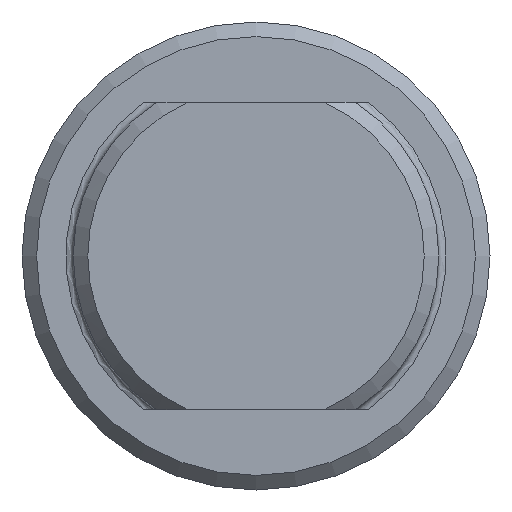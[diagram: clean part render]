
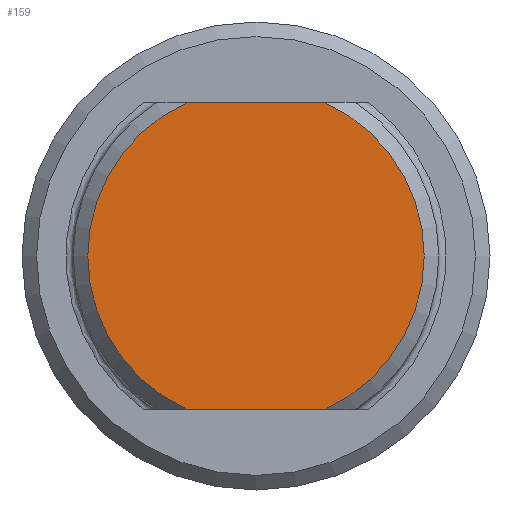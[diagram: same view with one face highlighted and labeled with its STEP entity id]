
A CAD part, front view. The second image highlights one B-rep face of the part: STEP entity #159.
In plain terms, the highlighted planar face has unit normal (0, -1, 0).
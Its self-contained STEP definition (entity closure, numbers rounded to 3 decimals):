
#159 = ADVANCED_FACE( '', ( #349 ), #350, .F. );
#349 = FACE_OUTER_BOUND( '', #541, .T. );
#350 = PLANE( '', #542 );
#541 = EDGE_LOOP( '', ( #836, #837, #838, #839 ) );
#542 = AXIS2_PLACEMENT_3D( '', #840, #841, #842 );
#836 = ORIENTED_EDGE( '', *, *, #962, .T. );
#837 = ORIENTED_EDGE( '', *, *, #964, .T. );
#838 = ORIENTED_EDGE( '', *, *, #881, .T. );
#839 = ORIENTED_EDGE( '', *, *, #932, .T. );
#840 = CARTESIAN_POINT( '', ( 0., -103.15, 0. ) );
#841 = DIRECTION( '', ( 0., 1., 0. ) );
#842 = DIRECTION( '', ( 0., 0., 1. ) );
#881 = EDGE_CURVE( '', #990, #991, #992, .T. );
#932 = EDGE_CURVE( '', #991, #1073, #1075, .F. );
#962 = EDGE_CURVE( '', #1073, #1118, #1120, .T. );
#964 = EDGE_CURVE( '', #1118, #990, #1122, .F. );
#990 = VERTEX_POINT( '', #1152 );
#991 = VERTEX_POINT( '', #1153 );
#992 = LINE( '', #1154, #1155 );
#1073 = VERTEX_POINT( '', #1270 );
#1075 = CIRCLE( '', #1275, 11.5 );
#1118 = VERTEX_POINT( '', #1330 );
#1120 = LINE( '', #1335, #1336 );
#1122 = CIRCLE( '', #1338, 11.5 );
#1152 = CARTESIAN_POINT( '', ( 4.69, -103.15, 10.5 ) );
#1153 = CARTESIAN_POINT( '', ( -4.69, -103.15, 10.5 ) );
#1154 = CARTESIAN_POINT( '', ( 12.5, -103.15, 10.5 ) );
#1155 = VECTOR( '', #1367, 1000. );
#1270 = CARTESIAN_POINT( '', ( -4.69, -103.15, -10.5 ) );
#1275 = AXIS2_PLACEMENT_3D( '', #1446, #1447, #1448 );
#1330 = CARTESIAN_POINT( '', ( 4.69, -103.15, -10.5 ) );
#1335 = CARTESIAN_POINT( '', ( -12.5, -103.15, -10.5 ) );
#1336 = VECTOR( '', #1485, 1000. );
#1338 = AXIS2_PLACEMENT_3D( '', #1486, #1487, #1488 );
#1367 = DIRECTION( '', ( -1., 0., 0. ) );
#1446 = CARTESIAN_POINT( '', ( 0., -103.15, 0. ) );
#1447 = DIRECTION( '', ( 0., 1., 0. ) );
#1448 = DIRECTION( '', ( 0., 0., 1. ) );
#1485 = DIRECTION( '', ( 1., 0., 0. ) );
#1486 = CARTESIAN_POINT( '', ( 0., -103.15, 0. ) );
#1487 = DIRECTION( '', ( 0., 1., 0. ) );
#1488 = DIRECTION( '', ( 0., 0., 1. ) );
